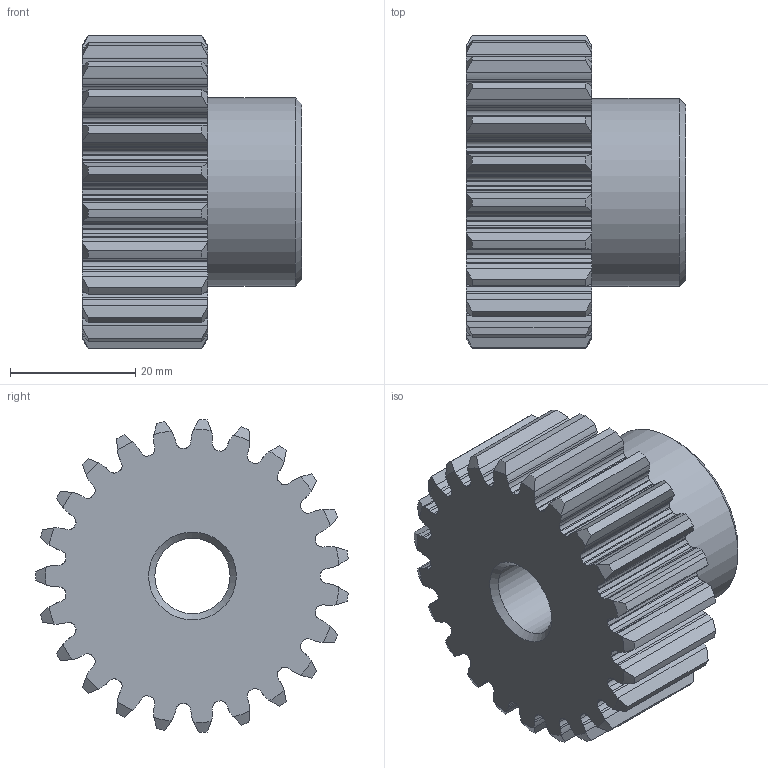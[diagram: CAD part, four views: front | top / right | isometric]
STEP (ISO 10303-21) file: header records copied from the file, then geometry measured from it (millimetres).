
FILE_DESCRIPTION(/* description */ ('Alibre Inc.'),/* implementation_level */ '2;1');
FILE_NAME(/* name */ 'export-7B403DEC-9E0F-4B3F-BE44-E9390651B3A7',/* time_stamp */ '2024-07-02T16:20:35+02:00',/* author */ (''),/* organization */ (''),/* preprocessor_version */ 'ST-DEVELOPER v17',/* originating_system */ 'Alibre',/* authorisation */ '');
FILE_SCHEMA (('AUTOMOTIVE_DESIGN'));
Length unit declared in the file: millimetre
Products named in the file (1): 401020023
Bounding box: 35 x 49.85 x 49.96 mm (x, y, z)
Volume: 39000.2 mm3; surface area: 11266.1 mm2
Topology: 1 solids, 1 shells, 389 faces, 1159 edges, 773 vertices
Faces by surface type: cylinder 337, cone 49, plane 3
Full cylindrical faces by diameter (mm): 12 x1, 30 x1
Entity records: 13466 total; most frequent: CARTESIAN_POINT 2567, DIRECTION 2509, ORIENTED_EDGE 2318, EDGE_CURVE 1159, AXIS2_PLACEMENT_3D 1086, VERTEX_POINT 773, CIRCLE 697, EDGE_LOOP 392
